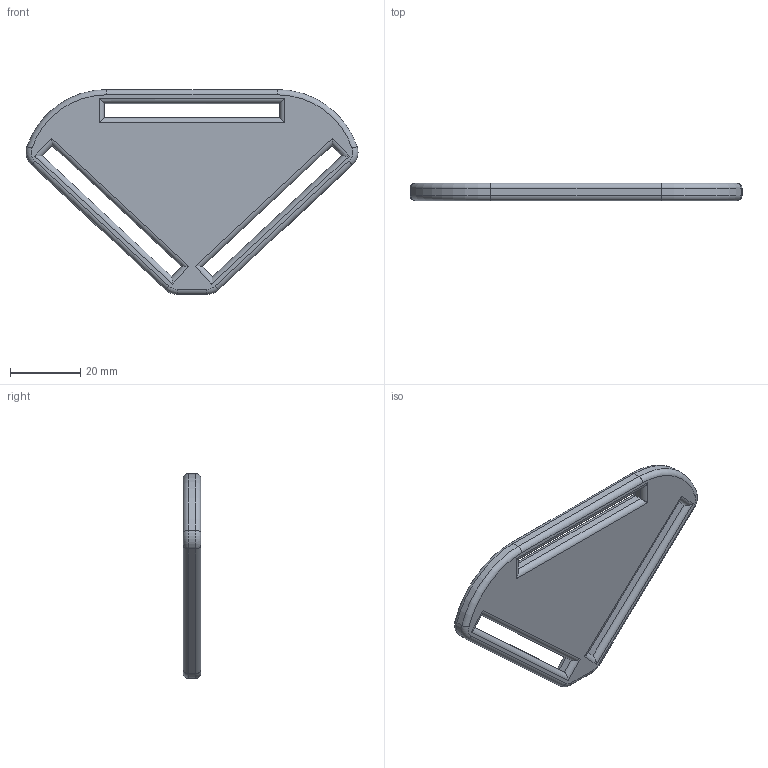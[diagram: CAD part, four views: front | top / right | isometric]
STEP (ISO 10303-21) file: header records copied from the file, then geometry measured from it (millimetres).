
FILE_DESCRIPTION (( 'STEP AP214' ), '1' );
FILE_NAME ('Cam Lock Shoulder Strap Back Triangle.STEP', '2025-05-24T17:46:34', ( '' ), ( '' ), 'MPSTEP 2.0', 'Macroplastics Offline CAD Suite', '' );
FILE_SCHEMA (( 'UwU' ));
Length unit declared in the file: millimetre
Products named in the file (1): Cam Lock Shoulder Strap Back Triangle
Bounding box: 94.68 x 5 x 58.44 mm (x, y, z)
Volume: 15134.3 mm3; surface area: 8381.7 mm2
Topology: 1 solids, 1 shells, 68 faces, 154 edges, 88 vertices
Faces by surface type: cylinder 38, plane 18, torus 12
Entity records: 1885 total; most frequent: CARTESIAN_POINT 383, DIRECTION 312, ORIENTED_EDGE 308, EDGE_CURVE 154, AXIS2_PLACEMENT_3D 113, VERTEX_POINT 88, VECTOR 86, LINE 86
